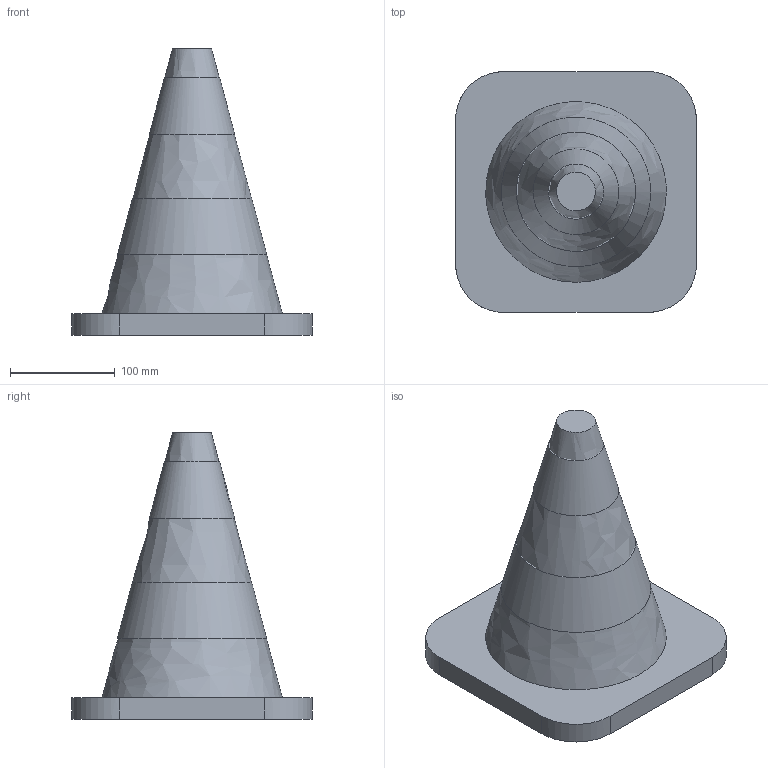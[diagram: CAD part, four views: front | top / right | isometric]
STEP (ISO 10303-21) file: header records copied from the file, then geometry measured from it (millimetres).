
FILE_DESCRIPTION(('FreeCAD Model'),'2;1');
FILE_NAME('Open CASCADE Shape Model','2025-05-04T19:53:46',('FreeCAD'),( 'FreeCAD'),'Open CASCADE STEP processor 7.6','FreeCAD','Unknown');
FILE_SCHEMA(('AUTOMOTIVE_DESIGN { 1 0 10303 214 1 1 1 1 }'));
Length unit declared in the file: millimetre
Products named in the file (1): Open CASCADE STEP translator 7.6 1
Bounding box: 230.12 x 230.12 x 273.85 mm (x, y, z)
Volume: 1670085.7 mm3; surface area: 313648.7 mm2
Topology: 3 solids, 3 shells, 24 faces, 44 edges, 29 vertices
Faces by surface type: bspline 24
Entity records: 693 total; most frequent: CARTESIAN_POINT 393, ORIENTED_EDGE 88, EDGE_CURVE 44, FACE_BOUND 29, EDGE_LOOP 29, VERTEX_POINT 29, ADVANCED_FACE 24, B_SPLINE_CURVE_WITH_KNOTS 23
